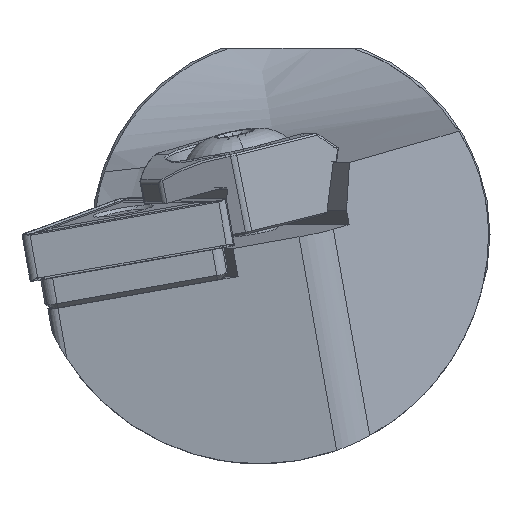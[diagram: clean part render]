
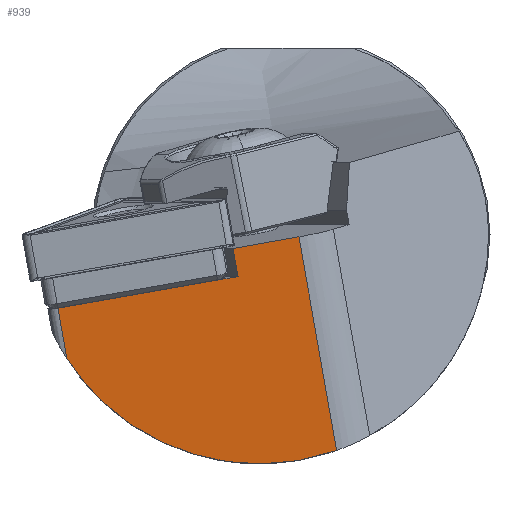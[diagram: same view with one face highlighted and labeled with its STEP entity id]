
A CAD part, left-side view. The second image highlights one B-rep face of the part: STEP entity #939.
In plain terms, the highlighted planar face has unit normal (-0.995, -0.018, -0.103).
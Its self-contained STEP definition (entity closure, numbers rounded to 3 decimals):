
#78 = CARTESIAN_POINT ( 'NONE',  ( -216.501, -0.159, -5.333 ) ) ;
#221 = ORIENTED_EDGE ( 'NONE', *, *, #1167, .F. ) ;
#657 = CARTESIAN_POINT ( 'NONE',  ( -216.501, 17.922, -8.521 ) ) ;
#939 = ADVANCED_FACE ( 'NONE', ( #8167 ), #1491, .F. ) ;
#940 = EDGE_CURVE ( 'NONE', #5454, #1576, #7812, .T. ) ;
#1018 = VERTEX_POINT ( 'NONE', #2686 ) ;
#1167 = EDGE_CURVE ( 'NONE', #8830, #4512, #7099, .T. ) ;
#1439 = VECTOR ( 'NONE', #9015, 1000. ) ;
#1468 = CARTESIAN_POINT ( 'NONE',  ( -214.512, -10.06, -22.804 ) ) ;
#1491 = PLANE ( 'NONE',  #7813 ) ;
#1556 = VECTOR ( 'NONE', #3146, 1000. ) ;
#1576 = VERTEX_POINT ( 'NONE', #9130 ) ;
#1623 = CARTESIAN_POINT ( 'NONE',  ( -215.96, 17.027, -13.593 ) ) ;
#1795 = CARTESIAN_POINT ( 'NONE',  ( -165.2, -91.531, -484.847 ) ) ;
#2397 = DIRECTION ( 'NONE',  ( 0., -0.985, 0.174 ) ) ;
#2551 = CARTESIAN_POINT ( 'NONE',  ( -216.802, 0.338, -2.512 ) ) ;
#2686 = CARTESIAN_POINT ( 'NONE',  ( -214.512, -10.06, -22.804 ) ) ;
#2789 = VECTOR ( 'NONE', #3413, 1000. ) ;
#3130 = DIRECTION ( 'NONE',  ( -0.105, 0.173, 0.979 ) ) ;
#3146 = DIRECTION ( 'NONE',  ( 0., -0.985, 0.174 ) ) ;
#3183 = EDGE_CURVE ( 'NONE', #1018, #1576, #3384, .T. ) ;
#3187 = CARTESIAN_POINT ( 'NONE',  ( -165.2, -84.916, -486.013 ) ) ;
#3317 = ORIENTED_EDGE ( 'NONE', *, *, #7078, .F. ) ;
#3384 = LINE ( 'NONE', #1795, #2789 ) ;
#3413 = DIRECTION ( 'NONE',  ( -0.105, 0.173, 0.979 ) ) ;
#3543 = VECTOR ( 'NONE', #7024, 1000. ) ;
#3821 = CARTESIAN_POINT ( 'NONE',  ( -214.315, 0.438, -26.559 ) ) ;
#3883 = CARTESIAN_POINT ( 'NONE',  ( -216.802, 18.419, -5.7 ) ) ;
#3917 = DIRECTION ( 'NONE',  ( 0.995, 0.018, 0.103 ) ) ;
#4374 = LINE ( 'NONE', #3187, #3543 ) ;
#4512 = VERTEX_POINT ( 'NONE', #78 ) ;
#4527 = VERTEX_POINT ( 'NONE', #1623 ) ;
#4538 = ORIENTED_EDGE ( 'NONE', *, *, #9487, .F. ) ;
#4583 = CARTESIAN_POINT ( 'NONE',  ( -214.879, 10.994, -22.97 ) ) ;
#5069 =( BOUNDED_CURVE ( )  B_SPLINE_CURVE ( 3, ( #1468, #3821, #4583, #9733 ),
 .UNSPECIFIED., .F., .F. ) 
 B_SPLINE_CURVE_WITH_KNOTS ( ( 4, 4 ),
 ( 2.973, 4.315 ),
 .UNSPECIFIED. ) 
 CURVE ( )  GEOMETRIC_REPRESENTATION_ITEM ( )  RATIONAL_B_SPLINE_CURVE ( ( 1., 0.855, 0.855, 1. ) ) 
 REPRESENTATION_ITEM ( '' )  );
#5300 = EDGE_CURVE ( 'NONE', #4512, #5454, #4374, .T. ) ;
#5454 = VERTEX_POINT ( 'NONE', #2551 ) ;
#6163 = VECTOR ( 'NONE', #3130, 1000. ) ;
#6409 = ORIENTED_EDGE ( 'NONE', *, *, #5300, .F. ) ;
#6707 = CARTESIAN_POINT ( 'NONE',  ( -216.501, 17.922, -8.521 ) ) ;
#7024 = DIRECTION ( 'NONE',  ( -0.105, 0.173, 0.979 ) ) ;
#7078 = EDGE_CURVE ( 'NONE', #4527, #8830, #9797, .T. ) ;
#7099 = LINE ( 'NONE', #657, #1439 ) ;
#7290 = ORIENTED_EDGE ( 'NONE', *, *, #3183, .T. ) ;
#7681 = CARTESIAN_POINT ( 'NONE',  ( -165.2, -66.835, -489.201 ) ) ;
#7812 = LINE ( 'NONE', #3883, #1556 ) ;
#7813 = AXIS2_PLACEMENT_3D ( 'NONE', #9174, #3917, #2397 ) ;
#8051 = ORIENTED_EDGE ( 'NONE', *, *, #940, .F. ) ;
#8167 = FACE_OUTER_BOUND ( 'NONE', #9583, .T. ) ;
#8830 = VERTEX_POINT ( 'NONE', #6707 ) ;
#9015 = DIRECTION ( 'NONE',  ( 0., -0.985, 0.174 ) ) ;
#9130 = CARTESIAN_POINT ( 'NONE',  ( -216.802, -6.276, -1.346 ) ) ;
#9174 = CARTESIAN_POINT ( 'NONE',  ( -165.2, -66.835, -489.201 ) ) ;
#9487 = EDGE_CURVE ( 'NONE', #1018, #4527, #5069, .T. ) ;
#9583 = EDGE_LOOP ( 'NONE', ( #6409, #221, #3317, #4538, #7290, #8051 ) ) ;
#9733 = CARTESIAN_POINT ( 'NONE',  ( -215.96, 17.027, -13.593 ) ) ;
#9797 = LINE ( 'NONE', #7681, #6163 ) ;
